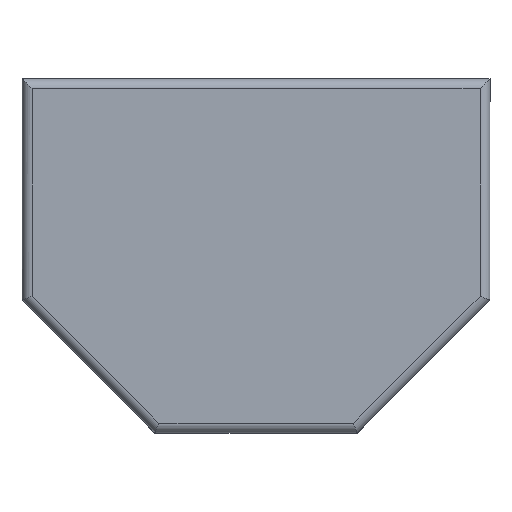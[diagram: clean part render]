
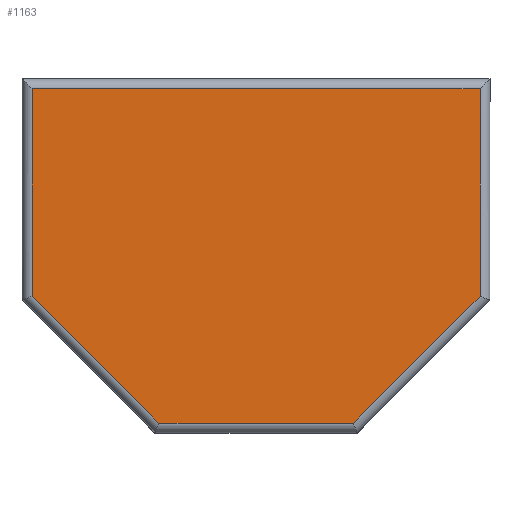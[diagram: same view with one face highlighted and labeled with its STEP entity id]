
A CAD part, top view. The second image highlights one B-rep face of the part: STEP entity #1163.
In plain terms, the highlighted planar face has unit normal (0, 0, 1).
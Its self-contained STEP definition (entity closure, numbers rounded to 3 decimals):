
#107=FACE_OUTER_BOUND('',#180,.T.);
#180=EDGE_LOOP('',(#995,#996,#997,#998,#999,#1000));
#297=LINE('',#1812,#443);
#299=LINE('',#1820,#445);
#301=LINE('',#1826,#447);
#303=LINE('',#1832,#449);
#306=LINE('',#1840,#452);
#308=LINE('',#1844,#454);
#443=VECTOR('',#1485,10.);
#445=VECTOR('',#1493,10.);
#447=VECTOR('',#1499,10.);
#449=VECTOR('',#1505,10.);
#452=VECTOR('',#1512,10.);
#454=VECTOR('',#1518,10.);
#557=VERTEX_POINT('',#1810);
#558=VERTEX_POINT('',#1811);
#561=VERTEX_POINT('',#1819);
#563=VERTEX_POINT('',#1825);
#565=VERTEX_POINT('',#1831);
#568=VERTEX_POINT('',#1839);
#695=EDGE_CURVE('',#557,#558,#297,.T.);
#699=EDGE_CURVE('',#558,#561,#299,.T.);
#702=EDGE_CURVE('',#561,#563,#301,.T.);
#705=EDGE_CURVE('',#563,#565,#303,.T.);
#709=EDGE_CURVE('',#565,#568,#306,.T.);
#712=EDGE_CURVE('',#568,#557,#308,.T.);
#995=ORIENTED_EDGE('',*,*,#695,.F.);
#996=ORIENTED_EDGE('',*,*,#712,.F.);
#997=ORIENTED_EDGE('',*,*,#709,.F.);
#998=ORIENTED_EDGE('',*,*,#705,.F.);
#999=ORIENTED_EDGE('',*,*,#702,.F.);
#1000=ORIENTED_EDGE('',*,*,#699,.F.);
#1099=PLANE('',#1265);
#1163=ADVANCED_FACE('',(#107),#1099,.T.);
#1265=AXIS2_PLACEMENT_3D('',#1859,#1532,#1533);
#1485=DIRECTION('',(-1.,0.,0.));
#1493=DIRECTION('',(-0.707,0.707,0.));
#1499=DIRECTION('',(0.,1.,0.));
#1505=DIRECTION('',(1.,0.,0.));
#1512=DIRECTION('',(0.,-1.,0.));
#1518=DIRECTION('',(-0.707,-0.707,0.));
#1532=DIRECTION('center_axis',(0.,0.,1.));
#1533=DIRECTION('ref_axis',(1.,0.,0.));
#1810=CARTESIAN_POINT('',(-64.682,-197.016,8.));
#1811=CARTESIAN_POINT('',(-132.889,-197.016,8.));
#1812=CARTESIAN_POINT('',(-116.562,-197.016,8.));
#1819=CARTESIAN_POINT('',(-177.485,-152.419,8.));
#1820=CARTESIAN_POINT('',(-161.849,-168.056,8.));
#1825=CARTESIAN_POINT('',(-177.485,-79.616,8.));
#1826=CARTESIAN_POINT('',(-177.485,-107.216,8.));
#1831=CARTESIAN_POINT('',(-20.085,-79.616,8.));
#1832=CARTESIAN_POINT('',(-57.685,-79.616,8.));
#1839=CARTESIAN_POINT('',(-20.085,-152.419,8.));
#1840=CARTESIAN_POINT('',(-20.085,-146.092,8.));
#1844=CARTESIAN_POINT('',(-59.045,-191.379,8.));
#1859=CARTESIAN_POINT('Origin',(-98.785,-138.316,8.));
